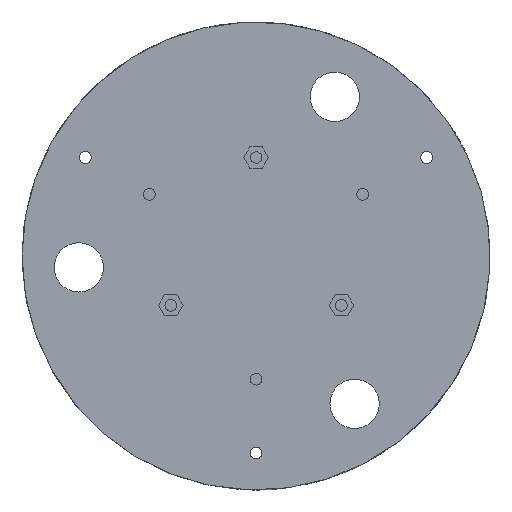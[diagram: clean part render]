
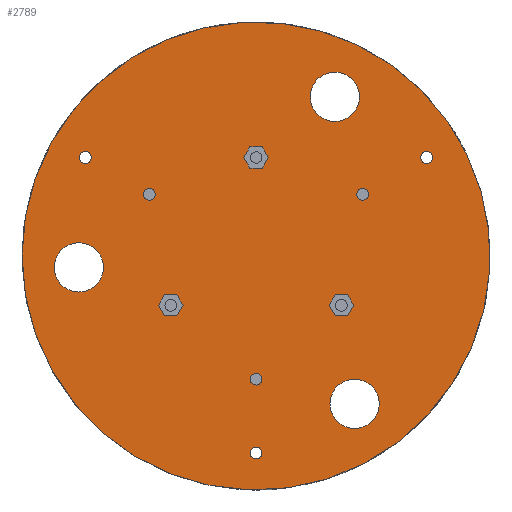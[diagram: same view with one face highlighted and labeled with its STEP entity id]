
A CAD part, front view. The second image highlights one B-rep face of the part: STEP entity #2789.
In plain terms, the highlighted planar face has unit normal (0, -1, 0).
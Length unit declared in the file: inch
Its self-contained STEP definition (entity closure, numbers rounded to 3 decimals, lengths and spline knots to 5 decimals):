
#505=PLANE($,#3069);
#613=FACE_BOUND($,#964,.T.);
#614=FACE_BOUND($,#965,.T.);
#615=FACE_BOUND($,#966,.T.);
#616=FACE_BOUND($,#967,.T.);
#617=FACE_BOUND($,#968,.T.);
#618=FACE_BOUND($,#969,.T.);
#619=FACE_BOUND($,#970,.T.);
#620=FACE_BOUND($,#971,.T.);
#621=FACE_BOUND($,#972,.T.);
#622=FACE_BOUND($,#973,.T.);
#623=FACE_BOUND($,#974,.T.);
#624=FACE_BOUND($,#975,.T.);
#625=FACE_BOUND($,#976,.T.);
#964=EDGE_LOOP($,(#2282));
#965=EDGE_LOOP($,(#2283));
#966=EDGE_LOOP($,(#2284));
#967=EDGE_LOOP($,(#2285));
#968=EDGE_LOOP($,(#2286));
#969=EDGE_LOOP($,(#2287));
#970=EDGE_LOOP($,(#2288));
#971=EDGE_LOOP($,(#2289));
#972=EDGE_LOOP($,(#2290));
#973=EDGE_LOOP($,(#2291));
#974=EDGE_LOOP($,(#2292));
#975=EDGE_LOOP($,(#2293));
#976=EDGE_LOOP($,(#2294));
#1116=CIRCLE($,#2935,0.25);
#1118=CIRCLE($,#2940,0.06);
#1120=CIRCLE($,#2945,0.06);
#1122=CIRCLE($,#2948,0.0675);
#1124=CIRCLE($,#2951,0.25);
#1126=CIRCLE($,#2956,0.06);
#1128=CIRCLE($,#2961,0.06);
#1130=CIRCLE($,#2964,0.0675);
#1164=CIRCLE($,#3009,2.375);
#1174=CIRCLE($,#3035,0.0675);
#1175=CIRCLE($,#3037,0.25);
#1176=CIRCLE($,#3039,0.06);
#1178=CIRCLE($,#3042,0.06);
#1284=VERTEX_POINT($,#4186);
#1294=VERTEX_POINT($,#4209);
#1304=VERTEX_POINT($,#4232);
#1306=VERTEX_POINT($,#4237);
#1308=VERTEX_POINT($,#4242);
#1318=VERTEX_POINT($,#4265);
#1328=VERTEX_POINT($,#4288);
#1330=VERTEX_POINT($,#4293);
#1364=VERTEX_POINT($,#4392);
#1381=VERTEX_POINT($,#4455);
#1382=VERTEX_POINT($,#4458);
#1383=VERTEX_POINT($,#4461);
#1385=VERTEX_POINT($,#4466);
#1557=EDGE_CURVE($,#1284,#1284,#1116,.T.);
#1567=EDGE_CURVE($,#1294,#1294,#1118,.T.);
#1577=EDGE_CURVE($,#1304,#1304,#1120,.T.);
#1579=EDGE_CURVE($,#1306,#1306,#1122,.T.);
#1581=EDGE_CURVE($,#1308,#1308,#1124,.T.);
#1591=EDGE_CURVE($,#1318,#1318,#1126,.T.);
#1601=EDGE_CURVE($,#1328,#1328,#1128,.T.);
#1603=EDGE_CURVE($,#1330,#1330,#1130,.T.);
#1657=EDGE_CURVE($,#1364,#1364,#1164,.T.);
#1687=EDGE_CURVE($,#1381,#1381,#1174,.T.);
#1688=EDGE_CURVE($,#1382,#1382,#1175,.T.);
#1689=EDGE_CURVE($,#1383,#1383,#1176,.T.);
#1691=EDGE_CURVE($,#1385,#1385,#1178,.T.);
#2282=ORIENTED_EDGE($,*,*,#1557,.T.);
#2283=ORIENTED_EDGE($,*,*,#1567,.T.);
#2284=ORIENTED_EDGE($,*,*,#1577,.T.);
#2285=ORIENTED_EDGE($,*,*,#1579,.T.);
#2286=ORIENTED_EDGE($,*,*,#1581,.T.);
#2287=ORIENTED_EDGE($,*,*,#1591,.T.);
#2288=ORIENTED_EDGE($,*,*,#1601,.T.);
#2289=ORIENTED_EDGE($,*,*,#1603,.T.);
#2290=ORIENTED_EDGE($,*,*,#1687,.T.);
#2291=ORIENTED_EDGE($,*,*,#1688,.T.);
#2292=ORIENTED_EDGE($,*,*,#1689,.T.);
#2293=ORIENTED_EDGE($,*,*,#1691,.T.);
#2294=ORIENTED_EDGE($,*,*,#1657,.T.);
#2789=ADVANCED_FACE($,(#613,#614,#615,#616,#617,#618,#619,#620,#621,#622,
#623,#624,#625),#505,.F.);
#2935=AXIS2_PLACEMENT_3D($,#4187,#3342,#3343);
#2940=AXIS2_PLACEMENT_3D($,#4210,#3360,#3361);
#2945=AXIS2_PLACEMENT_3D($,#4233,#3378,#3379);
#2948=AXIS2_PLACEMENT_3D($,#4238,#3384,#3385);
#2951=AXIS2_PLACEMENT_3D($,#4243,#3390,#3391);
#2956=AXIS2_PLACEMENT_3D($,#4266,#3408,#3409);
#2961=AXIS2_PLACEMENT_3D($,#4289,#3426,#3427);
#2964=AXIS2_PLACEMENT_3D($,#4294,#3432,#3433);
#3009=AXIS2_PLACEMENT_3D($,#4393,#3542,#3543);
#3035=AXIS2_PLACEMENT_3D($,#4456,#3614,#3615);
#3037=AXIS2_PLACEMENT_3D($,#4459,#3618,#3619);
#3039=AXIS2_PLACEMENT_3D($,#4462,#3622,#3623);
#3042=AXIS2_PLACEMENT_3D($,#4467,#3628,#3629);
#3069=AXIS2_PLACEMENT_3D($,#4537,#3706,#3707);
#3342=DIRECTION('center_axis',(0.,1.,0.));
#3343=DIRECTION('ref_axis',(0.5,0.,-0.866));
#3360=DIRECTION('center_axis',(0.,1.,0.));
#3361=DIRECTION('ref_axis',(0.5,0.,-0.866));
#3378=DIRECTION('center_axis',(0.,1.,0.));
#3379=DIRECTION('ref_axis',(0.5,0.,-0.866));
#3384=DIRECTION('center_axis',(0.,1.,0.));
#3385=DIRECTION('ref_axis',(0.5,0.,-0.866));
#3390=DIRECTION('center_axis',(0.,1.,0.));
#3391=DIRECTION('ref_axis',(0.5,0.,0.866));
#3408=DIRECTION('center_axis',(0.,1.,0.));
#3409=DIRECTION('ref_axis',(0.5,0.,0.866));
#3426=DIRECTION('center_axis',(0.,1.,0.));
#3427=DIRECTION('ref_axis',(0.5,0.,0.866));
#3432=DIRECTION('center_axis',(0.,1.,0.));
#3433=DIRECTION('ref_axis',(0.5,0.,0.866));
#3542=DIRECTION('center_axis',(0.,-1.,0.));
#3543=DIRECTION('ref_axis',(1.,0.,0.));
#3614=DIRECTION('center_axis',(0.,1.,0.));
#3615=DIRECTION('ref_axis',(-1.,0.,0.));
#3618=DIRECTION('center_axis',(0.,1.,0.));
#3619=DIRECTION('ref_axis',(-1.,0.,0.));
#3622=DIRECTION('center_axis',(0.,1.,0.));
#3623=DIRECTION('ref_axis',(-1.,0.,0.));
#3628=DIRECTION('center_axis',(0.,1.,0.));
#3629=DIRECTION('ref_axis',(-1.,0.,0.));
#3706=DIRECTION('center_axis',(0.,1.,0.));
#3707=DIRECTION('ref_axis',(0.,0.,1.));
#4186=CARTESIAN_POINT('',(0.67404,0.,1.83253));
#4187=CARTESIAN_POINT('Origin',(0.79904,0.,1.61603));
#4209=CARTESIAN_POINT('',(1.70205,0.,1.05196));
#4210=CARTESIAN_POINT('Origin',(1.73205,0.,1.));
#4232=CARTESIAN_POINT('',(1.05253,0.,0.67696));
#4233=CARTESIAN_POINT('Origin',(1.08253,0.,0.625));
#4237=CARTESIAN_POINT('',(-0.89978,0.,-0.44154));
#4238=CARTESIAN_POINT('Origin',(-0.86603,0.,-0.5));
#4242=CARTESIAN_POINT('',(-1.92404,0.,-0.33253));
#4243=CARTESIAN_POINT('Origin',(-1.79904,0.,-0.11603));
#4265=CARTESIAN_POINT('',(-1.76205,0.,0.94804));
#4266=CARTESIAN_POINT('Origin',(-1.73205,0.,1.));
#4288=CARTESIAN_POINT('',(-1.11253,0.,0.57304));
#4289=CARTESIAN_POINT('Origin',(-1.08253,0.,0.625));
#4293=CARTESIAN_POINT('',(0.83228,0.,-0.55846));
#4294=CARTESIAN_POINT('Origin',(0.86603,0.,-0.5));
#4392=CARTESIAN_POINT('',(-2.375,0.,0.));
#4393=CARTESIAN_POINT('Origin',(0.,0.,0.));
#4455=CARTESIAN_POINT('',(0.0675,0.,1.));
#4456=CARTESIAN_POINT('Origin',(0.,0.,1.));
#4458=CARTESIAN_POINT('',(1.25,0.,-1.5));
#4459=CARTESIAN_POINT('Origin',(1.,0.,-1.5));
#4461=CARTESIAN_POINT('',(0.06,0.,-2.));
#4462=CARTESIAN_POINT('Origin',(0.,0.,-2.));
#4466=CARTESIAN_POINT('',(0.06,0.,-1.25));
#4467=CARTESIAN_POINT('Origin',(0.,0.,-1.25));
#4537=CARTESIAN_POINT('Origin',(0.,0.,0.));
